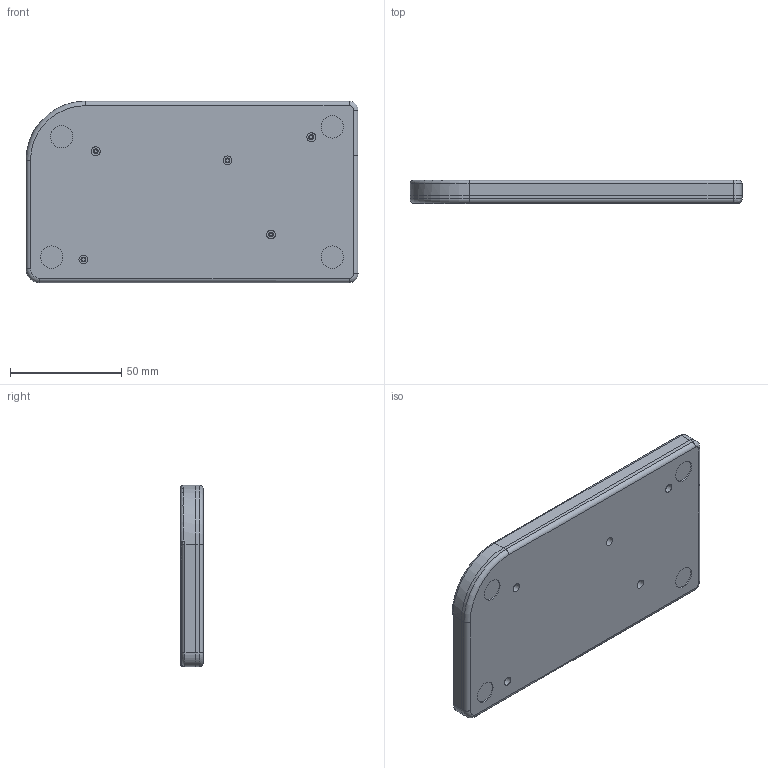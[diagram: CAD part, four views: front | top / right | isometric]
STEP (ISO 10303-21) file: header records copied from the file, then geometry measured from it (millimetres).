
FILE_DESCRIPTION(/* description */ (''),/* implementation_level */ '2;1');
FILE_NAME(/* name */ 'Pocket organ V17 enclosure v7.step',/* time_stamp */ '2021-03-20T21:59:00+08:00',/* author */ (''),/* organization */ (''),/* preprocessor_version */ 'ST-DEVELOPER v18.1',/* originating_system */ 'Autodesk Translation Framework v9.10.0.1330',/* authorisation */ '');
FILE_SCHEMA (('AUTOMOTIVE_DESIGN { 1 0 10303 214 3 1 1 }'));
Length unit declared in the file: millimetre
Products named in the file (1): Pocket organ V17 enclosure
Bounding box: 149 x 10.3 x 81.45 mm (x, y, z)
Volume: 37765.7 mm3; surface area: 54230.4 mm2
Topology: 2 solids, 2 shells, 329 faces, 731 edges, 464 vertices
Faces by surface type: plane 154, cylinder 105, cone 31, bspline 29, torus 10
Full cylindrical faces by diameter (mm): 1 x9, 2 x5, 2.2 x5, 3.162 x1, 3.2 x4, 4 x5, 7 x5, 10 x4, 18 x8
Entity records: 9908 total; most frequent: CARTESIAN_POINT 2415, DIRECTION 1609, ORIENTED_EDGE 1454, EDGE_CURVE 727, AXIS2_PLACEMENT_3D 618, VERTEX_POINT 464, EDGE_LOOP 417, LINE 373
